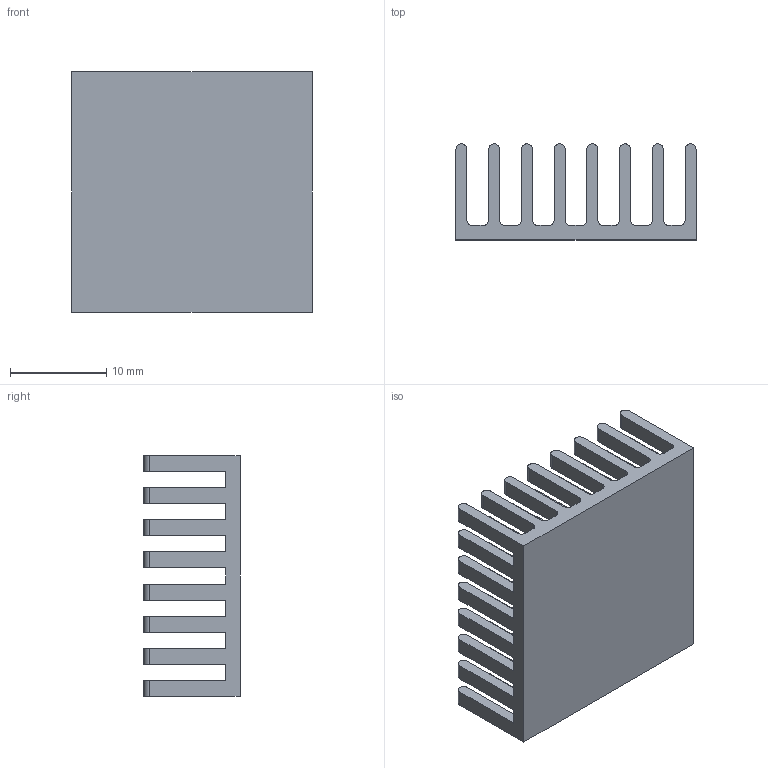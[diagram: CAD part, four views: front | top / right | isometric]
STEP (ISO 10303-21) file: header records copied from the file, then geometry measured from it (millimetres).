
FILE_DESCRIPTION(/* description */ (''),/* implementation_level */ '2;1');
FILE_NAME(/* name */ 'Heatsink_25x25x10.stp',/* time_stamp */ '2020-03-20T02:11:22+09:00',/* author */ ('yusaku'),/* organization */ (''),/* preprocessor_version */ 'ST-DEVELOPER v18',/* originating_system */ 'Autodesk Inventor 2020',/* authorisation */ '');
FILE_SCHEMA (('AUTOMOTIVE_DESIGN { 1 0 10303 214 3 1 1 }'));
Length unit declared in the file: millimetre
Products named in the file (1): Heatsink_25x25x10
Bounding box: 25 x 10 x 25 mm (x, y, z)
Volume: 1966 mm3; surface area: 4349.9 mm2
Topology: 1 solids, 1 shells, 406 faces, 1104 edges, 736 vertices
Faces by surface type: plane 230, cylinder 176
Entity records: 12921 total; most frequent: DIRECTION 2270, CARTESIAN_POINT 2247, ORIENTED_EDGE 2208, EDGE_CURVE 1104, AXIS2_PLACEMENT_3D 759, LINE 752, VECTOR 752, VERTEX_POINT 736
